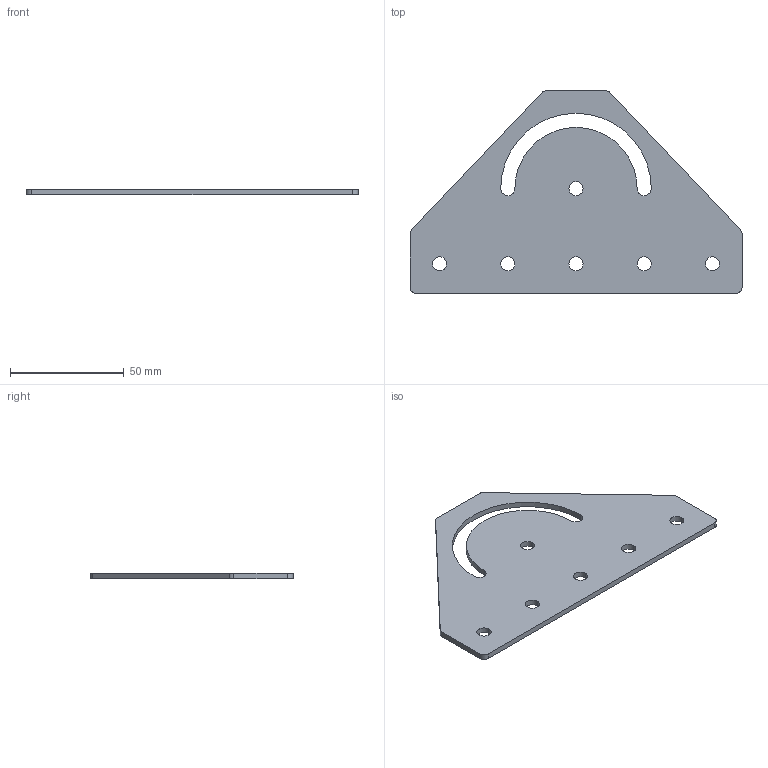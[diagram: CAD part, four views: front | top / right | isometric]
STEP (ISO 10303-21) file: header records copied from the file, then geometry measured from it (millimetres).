
FILE_DESCRIPTION (( 'STEP AP214' ), '1' );
FILE_NAME ('A428 T-îáðàçíûé ñîåäèíèòåëü, ïîâîðîòíûé, 90õ150, ïàç 8.STEP', '2020-09-29T11:43:04', ( 'Windows User' ), ( '' ), 'SwSTEP 2.0', 'SolidWorks 2020', '' );
FILE_SCHEMA (( 'AUTOMOTIVE_DESIGN' ));
Length unit declared in the file: millimetre
Products named in the file (1): A428 T-îáðàçíûé ñîåäèíèòåëü, ïîâîðîòíûé, 90õ150, ïàç 8
Bounding box: 146 x 89 x 2.5 mm (x, y, z)
Volume: 21394.3 mm3; surface area: 18919.6 mm2
Topology: 1 solids, 1 shells, 30 faces, 84 edges, 56 vertices
Faces by surface type: cylinder 22, plane 8
Entity records: 1054 total; most frequent: DIRECTION 190, CARTESIAN_POINT 171, ORIENTED_EDGE 168, EDGE_CURVE 84, AXIS2_PLACEMENT_3D 75, VERTEX_POINT 56, CIRCLE 44, EDGE_LOOP 44
